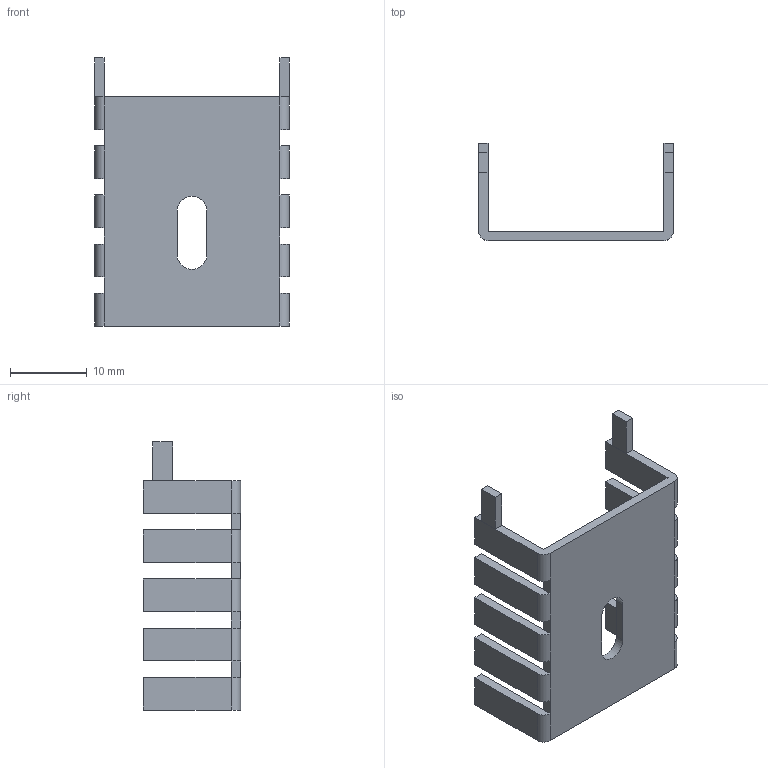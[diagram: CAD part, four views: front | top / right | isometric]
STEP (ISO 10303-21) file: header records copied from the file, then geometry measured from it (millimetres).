
FILE_DESCRIPTION (( 'STEP AP203' ), '1' );
FILE_NAME ('CUI_DEVICES_HSS-B20-NPS-02.step', '2019-10-25T17:09:07', ( '' ), ( '' ), 'SwSTEP 2.0', 'SolidWorks 2019', '' );
FILE_SCHEMA (( 'CONFIG_CONTROL_DESIGN' ));
Length unit declared in the file: inch
Products named in the file (1): CUI_DEVICES_HSS-B20-NPS-02
Bounding box: 25.4 x 12.7 x 35.05 mm (x, y, z)
Volume: 1460.3 mm3; surface area: 2924.6 mm2
Topology: 3 solids, 3 shells, 85 faces, 205 edges, 126 vertices
Faces by surface type: plane 72, cylinder 13
Entity records: 2488 total; most frequent: CARTESIAN_POINT 417, ORIENTED_EDGE 410, DIRECTION 403, EDGE_CURVE 205, LINE 179, VECTOR 179, VERTEX_POINT 126, AXIS2_PLACEMENT_3D 112
